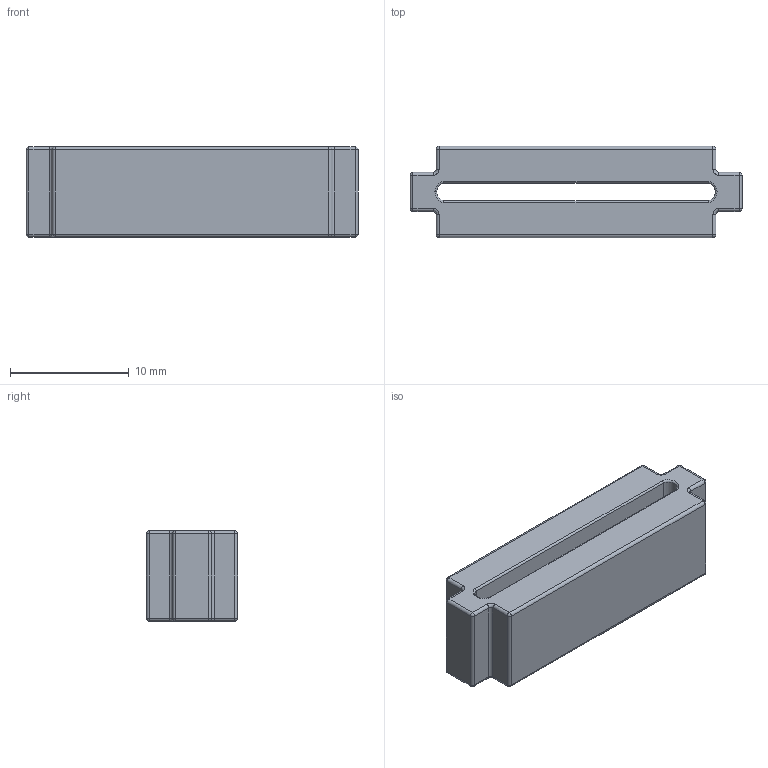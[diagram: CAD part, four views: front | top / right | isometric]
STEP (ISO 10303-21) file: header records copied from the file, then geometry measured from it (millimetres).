
FILE_DESCRIPTION (( 'STEP AP214' ), '1' );
FILE_NAME ('EC_FPL2_L28.6T7.6H8A23.5B1.5.STEP', '2018-09-18T22:22:35', ( '' ), ( '' ), 'SwSTEP 2.0', 'SolidWorks 2014', '' );
FILE_SCHEMA (( 'AUTOMOTIVE_DESIGN' ));
Length unit declared in the file: millimetre
Products named in the file (1): EC_FPL2_L28.6T7.6H8A23.5B1.5
Bounding box: 28 x 7.7 x 7.6 mm (x, y, z)
Volume: 1224.3 mm3; surface area: 1204.8 mm2
Topology: 1 solids, 1 shells, 143 faces, 356 edges, 202 vertices
Faces by surface type: plane 70, cylinder 43, sphere 16, torus 14
Entity records: 5181 total; most frequent: CARTESIAN_POINT 830, DIRECTION 714, ORIENTED_EDGE 680, EDGE_CURVE 340, AXIS2_PLACEMENT_3D 238, LINE 238, VECTOR 238, VERTEX_POINT 202
